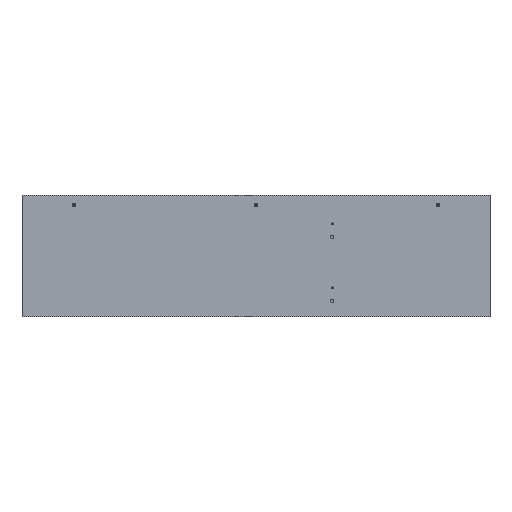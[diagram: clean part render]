
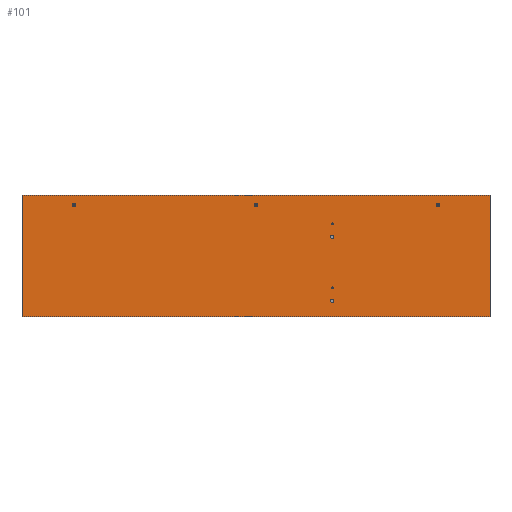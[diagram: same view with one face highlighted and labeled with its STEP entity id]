
A CAD part, top view. The second image highlights one B-rep face of the part: STEP entity #101.
In plain terms, the highlighted planar face has unit normal (0, 0, 1).
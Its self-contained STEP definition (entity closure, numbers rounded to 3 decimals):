
#101=ADVANCED_FACE('',(#247,#248,#249,#250,#251,#252,#253,#254),#255,.T.);
#247=FACE_BOUND('',#450,.T.);
#248=FACE_BOUND('',#451,.T.);
#249=FACE_BOUND('',#452,.T.);
#250=FACE_BOUND('',#453,.T.);
#251=FACE_BOUND('',#454,.T.);
#252=FACE_BOUND('',#455,.T.);
#253=FACE_BOUND('',#456,.T.);
#254=FACE_OUTER_BOUND('',#457,.T.);
#255=PLANE('',#458);
#450=EDGE_LOOP('',(#706));
#451=EDGE_LOOP('',(#707));
#452=EDGE_LOOP('',(#708));
#453=EDGE_LOOP('',(#709));
#454=EDGE_LOOP('',(#710));
#455=EDGE_LOOP('',(#711));
#456=EDGE_LOOP('',(#712));
#457=EDGE_LOOP('',(#713,#714,#715,#716));
#458=AXIS2_PLACEMENT_3D('',#717,#718,#719);
#706=ORIENTED_EDGE('',*,*,#1010,.T.);
#707=ORIENTED_EDGE('',*,*,#1011,.T.);
#708=ORIENTED_EDGE('',*,*,#1012,.T.);
#709=ORIENTED_EDGE('',*,*,#1013,.T.);
#710=ORIENTED_EDGE('',*,*,#1014,.T.);
#711=ORIENTED_EDGE('',*,*,#1015,.T.);
#712=ORIENTED_EDGE('',*,*,#954,.T.);
#713=ORIENTED_EDGE('',*,*,#1000,.F.);
#714=ORIENTED_EDGE('',*,*,#990,.F.);
#715=ORIENTED_EDGE('',*,*,#1008,.F.);
#716=ORIENTED_EDGE('',*,*,#995,.F.);
#717=CARTESIAN_POINT('',(97.5,18.0,198.5));
#718=DIRECTION('',(0.0,0.0,1.0));
#719=DIRECTION('',(-1.0,0.0,0.0));
#954=EDGE_CURVE('',#1083,#1083,#1084,.T.);
#990=EDGE_CURVE('',#1140,#1138,#1142,.T.);
#995=EDGE_CURVE('',#1149,#1144,#1151,.T.);
#1000=EDGE_CURVE('',#1138,#1149,#1159,.T.);
#1008=EDGE_CURVE('',#1144,#1140,#1171,.T.);
#1010=EDGE_CURVE('',#1173,#1173,#1174,.T.);
#1011=EDGE_CURVE('',#1175,#1175,#1176,.T.);
#1012=EDGE_CURVE('',#1177,#1177,#1178,.T.);
#1013=EDGE_CURVE('',#1179,#1179,#1180,.T.);
#1014=EDGE_CURVE('',#1181,#1181,#1182,.T.);
#1015=EDGE_CURVE('',#1183,#1183,#1184,.T.);
#1083=VERTEX_POINT('',#1276);
#1084=CIRCLE('',#1277,2.5);
#1138=VERTEX_POINT('',#1348);
#1140=VERTEX_POINT('',#1351);
#1142=LINE('',#1354,#1355);
#1144=VERTEX_POINT('',#1357);
#1149=VERTEX_POINT('',#1364);
#1151=LINE('',#1367,#1368);
#1159=LINE('',#1376,#1377);
#1171=LINE('',#1391,#1392);
#1173=VERTEX_POINT('',#1394);
#1174=CIRCLE('',#1395,4.0);
#1175=VERTEX_POINT('',#1396);
#1176=CIRCLE('',#1397,4.0);
#1177=VERTEX_POINT('',#1398);
#1178=CIRCLE('',#1399,4.0);
#1179=VERTEX_POINT('',#1400);
#1180=CIRCLE('',#1401,4.0);
#1181=VERTEX_POINT('',#1402);
#1182=CIRCLE('',#1403,4.0);
#1183=VERTEX_POINT('',#1404);
#1184=CIRCLE('',#1405,2.5);
#1276=CARTESIAN_POINT('',(288.0,-59.5,198.5));
#1277=AXIS2_PLACEMENT_3D('',#1508,#1509,#1510);
#1348=CARTESIAN_POINT('',(682.5,170.0,198.5));
#1351=CARTESIAN_POINT('',(-487.5,170.0,198.5));
#1354=CARTESIAN_POINT('',(97.5,170.0,198.5));
#1355=VECTOR('',#1554,1.0);
#1357=CARTESIAN_POINT('',(-487.5,-134.0,198.5));
#1364=CARTESIAN_POINT('',(682.5,-134.0,198.5));
#1367=CARTESIAN_POINT('',(97.5,-134.0,198.5));
#1368=VECTOR('',#1558,1.0);
#1376=CARTESIAN_POINT('',(682.5,18.0,198.5));
#1377=VECTOR('',#1568,1.0);
#1391=CARTESIAN_POINT('',(-487.5,18.0,198.5));
#1392=VECTOR('',#1583,1.0);
#1394=CARTESIAN_POINT('',(556.5,146.0,198.5));
#1395=AXIS2_PLACEMENT_3D('',#1584,#1585,#1586);
#1396=CARTESIAN_POINT('',(101.5,146.0,198.5));
#1397=AXIS2_PLACEMENT_3D('',#1587,#1588,#1589);
#1398=CARTESIAN_POINT('',(-353.5,146.0,198.5));
#1399=AXIS2_PLACEMENT_3D('',#1590,#1591,#1592);
#1400=CARTESIAN_POINT('',(288.0,70.0,198.5));
#1401=AXIS2_PLACEMENT_3D('',#1593,#1594,#1595);
#1402=CARTESIAN_POINT('',(288.0,-90.0,198.5));
#1403=AXIS2_PLACEMENT_3D('',#1596,#1597,#1598);
#1404=CARTESIAN_POINT('',(288.0,100.5,198.5));
#1405=AXIS2_PLACEMENT_3D('',#1599,#1600,#1601);
#1508=CARTESIAN_POINT('',(288.0,-62.0,198.5));
#1509=DIRECTION('',(0.0,0.0,-1.0));
#1510=DIRECTION('',(0.0,1.0,0.0));
#1554=DIRECTION('',(1.0,0.0,0.0));
#1558=DIRECTION('',(-1.0,0.0,0.0));
#1568=DIRECTION('',(0.0,-1.0,0.0));
#1583=DIRECTION('',(0.0,1.0,0.0));
#1584=CARTESIAN_POINT('',(552.5,146.0,198.5));
#1585=DIRECTION('',(0.0,0.0,-1.0));
#1586=DIRECTION('',(1.0,0.0,0.0));
#1587=CARTESIAN_POINT('',(97.5,146.0,198.5));
#1588=DIRECTION('',(0.0,0.0,-1.0));
#1589=DIRECTION('',(1.0,0.0,0.0));
#1590=CARTESIAN_POINT('',(-357.5,146.0,198.5));
#1591=DIRECTION('',(0.0,0.0,-1.0));
#1592=DIRECTION('',(1.0,0.0,0.0));
#1593=CARTESIAN_POINT('',(288.0,66.0,198.5));
#1594=DIRECTION('',(0.0,0.,-1.0));
#1595=DIRECTION('',(0.0,1.0,0.));
#1596=CARTESIAN_POINT('',(288.0,-94.0,198.5));
#1597=DIRECTION('',(0.0,0.,-1.0));
#1598=DIRECTION('',(0.0,1.0,0.));
#1599=CARTESIAN_POINT('',(288.0,98.0,198.5));
#1600=DIRECTION('',(0.0,0.0,-1.0));
#1601=DIRECTION('',(0.0,1.0,0.0));
